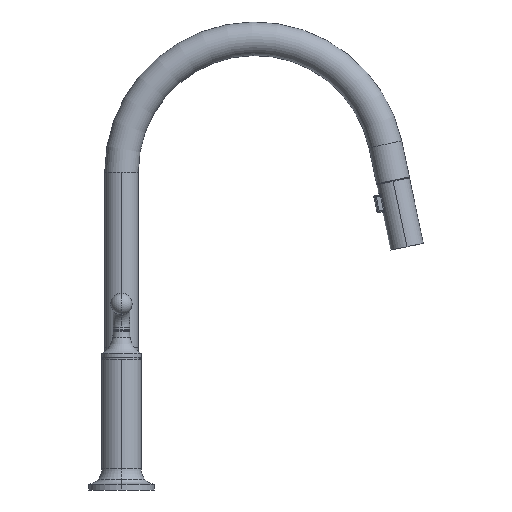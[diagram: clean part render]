
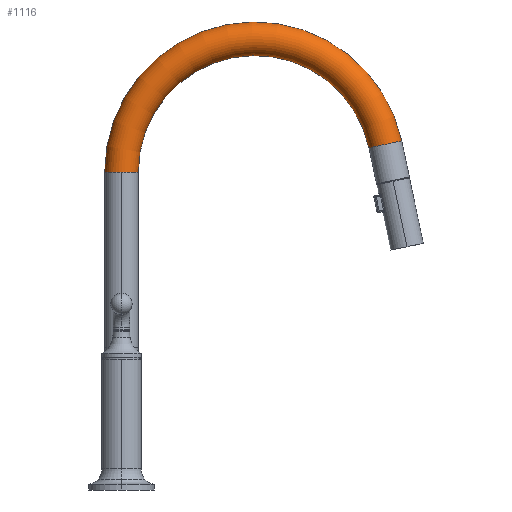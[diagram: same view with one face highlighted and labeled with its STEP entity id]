
A CAD part, left-side view. The second image highlights one B-rep face of the part: STEP entity #1116.
In plain terms, the highlighted toroidal (fillet/blend) face has major radius 112 mm and minor radius 14.1 mm.
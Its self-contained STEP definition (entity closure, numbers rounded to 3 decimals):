
#10 = VERTEX_POINT ( 'NONE', #649 ) ;
#176 = DIRECTION ( 'NONE',  ( 0., 0., 1. ) ) ;
#410 = EDGE_LOOP ( 'NONE', ( #1239, #2074, #483, #648, #1859 ) ) ;
#483 = ORIENTED_EDGE ( 'NONE', *, *, #1028, .T. ) ;
#541 = DIRECTION ( 'NONE',  ( 0., 0., 1. ) ) ;
#632 = DIRECTION ( 'NONE',  ( -0.208, -0.978, 0. ) ) ;
#648 = ORIENTED_EDGE ( 'NONE', *, *, #2473, .T. ) ;
#649 = CARTESIAN_POINT ( 'NONE',  ( -207.761, 170.355, 0. ) ) ;
#686 = DIRECTION ( 'NONE',  ( 1., 0., 0. ) ) ;
#738 = AXIS2_PLACEMENT_3D ( 'NONE', #4187, #1358, #541 ) ;
#849 = FACE_OUTER_BOUND ( 'NONE', #410, .T. ) ;
#924 = CARTESIAN_POINT ( 'NONE',  ( -221.553, 173.286, 0. ) ) ;
#1008 = AXIS2_PLACEMENT_3D ( 'NONE', #1598, #3007, #4550 ) ;
#1021 = DIRECTION ( 'NONE',  ( 0., 1., 0. ) ) ;
#1028 = EDGE_CURVE ( 'NONE', #4318, #1789, #3758, .T. ) ;
#1030 = CIRCLE ( 'NONE', #3700, 126.1 ) ;
#1041 = CARTESIAN_POINT ( 'NONE',  ( -112., 150., 0. ) ) ;
#1116 = ADVANCED_FACE ( 'NONE', ( #849 ), #2749, .T. ) ;
#1235 = CARTESIAN_POINT ( 'NONE',  ( 0., 150., -14.1 ) ) ;
#1239 = ORIENTED_EDGE ( 'NONE', *, *, #3626, .F. ) ;
#1358 = DIRECTION ( 'NONE',  ( 0., 1., 0. ) ) ;
#1383 = CARTESIAN_POINT ( 'NONE',  ( 0., 150., 0. ) ) ;
#1598 = CARTESIAN_POINT ( 'NONE',  ( -112., 150., 0. ) ) ;
#1603 = DIRECTION ( 'NONE',  ( 1., 0., 0. ) ) ;
#1651 = DIRECTION ( 'NONE',  ( 0., 0., 1. ) ) ;
#1768 = AXIS2_PLACEMENT_3D ( 'NONE', #1383, #1021, #2779 ) ;
#1789 = VERTEX_POINT ( 'NONE', #4465 ) ;
#1859 = ORIENTED_EDGE ( 'NONE', *, *, #3736, .F. ) ;
#2074 = ORIENTED_EDGE ( 'NONE', *, *, #3776, .T. ) ;
#2408 = AXIS2_PLACEMENT_3D ( 'NONE', #924, #632, #176 ) ;
#2424 = CARTESIAN_POINT ( 'NONE',  ( 14.1, 150., 0. ) ) ;
#2473 = EDGE_CURVE ( 'NONE', #1789, #10, #3297, .T. ) ;
#2489 = CARTESIAN_POINT ( 'NONE',  ( -112., 150., 0. ) ) ;
#2587 = VERTEX_POINT ( 'NONE', #3601 ) ;
#2749 = TOROIDAL_SURFACE ( 'NONE', #1008, 112., 14.1 ) ;
#2779 = DIRECTION ( 'NONE',  ( 0., 0., 1. ) ) ;
#3001 = CIRCLE ( 'NONE', #738, 14.1 ) ;
#3007 = DIRECTION ( 'NONE',  ( 0., 0., 1. ) ) ;
#3297 = CIRCLE ( 'NONE', #4009, 97.9 ) ;
#3601 = CARTESIAN_POINT ( 'NONE',  ( -235.344, 176.218, 0. ) ) ;
#3626 = EDGE_CURVE ( 'NONE', #3797, #2587, #1030, .T. ) ;
#3700 = AXIS2_PLACEMENT_3D ( 'NONE', #2489, #3970, #686 ) ;
#3736 = EDGE_CURVE ( 'NONE', #2587, #10, #4409, .T. ) ;
#3758 = CIRCLE ( 'NONE', #1768, 14.1 ) ;
#3776 = EDGE_CURVE ( 'NONE', #3797, #4318, #3001, .T. ) ;
#3797 = VERTEX_POINT ( 'NONE', #2424 ) ;
#3970 = DIRECTION ( 'NONE',  ( 0., 0., 1. ) ) ;
#4009 = AXIS2_PLACEMENT_3D ( 'NONE', #1041, #1651, #1603 ) ;
#4187 = CARTESIAN_POINT ( 'NONE',  ( 0., 150., 0. ) ) ;
#4318 = VERTEX_POINT ( 'NONE', #1235 ) ;
#4409 = CIRCLE ( 'NONE', #2408, 14.1 ) ;
#4465 = CARTESIAN_POINT ( 'NONE',  ( -14.1, 150., 0. ) ) ;
#4550 = DIRECTION ( 'NONE',  ( 1., 0., 0. ) ) ;
